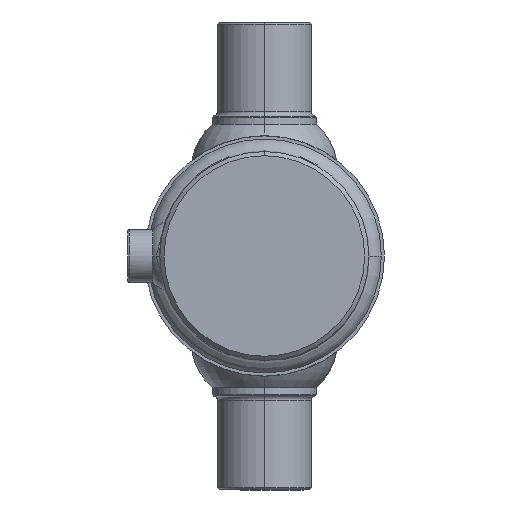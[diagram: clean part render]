
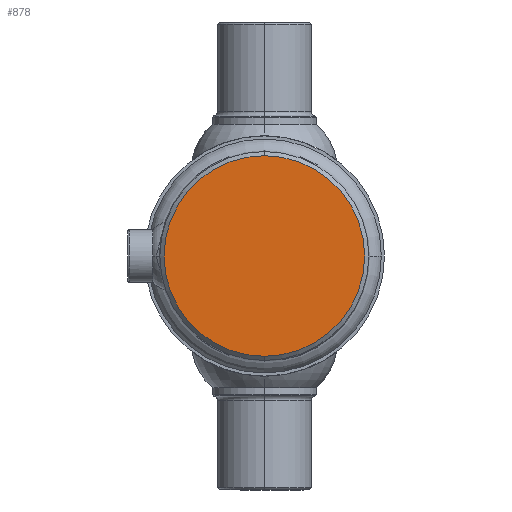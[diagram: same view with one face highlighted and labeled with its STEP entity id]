
A CAD part, left-side view. The second image highlights one B-rep face of the part: STEP entity #878.
In plain terms, the highlighted planar face has unit normal (-1, 0, 0).
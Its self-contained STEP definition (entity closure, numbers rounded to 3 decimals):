
#28 = EDGE_LOOP ( 'NONE', ( #2717, #898 ) ) ;
#44 = VERTEX_POINT ( 'NONE', #538 ) ;
#474 = AXIS2_PLACEMENT_3D ( 'NONE', #2548, #3781, #3809 ) ;
#538 = CARTESIAN_POINT ( 'NONE',  ( 0., 0., 48. ) ) ;
#607 = CIRCLE ( 'NONE', #917, 48. ) ;
#644 = DIRECTION ( 'NONE',  ( -1., 0., 0. ) ) ;
#774 = DIRECTION ( 'NONE',  ( 0., 0., -1. ) ) ;
#878 = ADVANCED_FACE ( 'NONE', ( #3217 ), #3599, .F. ) ;
#898 = ORIENTED_EDGE ( 'NONE', *, *, #2293, .T. ) ;
#917 = AXIS2_PLACEMENT_3D ( 'NONE', #1055, #2840, #774 ) ;
#1055 = CARTESIAN_POINT ( 'NONE',  ( 0., 0., 0. ) ) ;
#1059 = VERTEX_POINT ( 'NONE', #2283 ) ;
#1901 = EDGE_CURVE ( 'NONE', #1059, #44, #607, .T. ) ;
#2283 = CARTESIAN_POINT ( 'NONE',  ( 0., 0., -48. ) ) ;
#2293 = EDGE_CURVE ( 'NONE', #44, #1059, #2522, .T. ) ;
#2397 = DIRECTION ( 'NONE',  ( 0., 0., -1. ) ) ;
#2522 = CIRCLE ( 'NONE', #3647, 48. ) ;
#2548 = CARTESIAN_POINT ( 'NONE',  ( 0., 0., 0. ) ) ;
#2712 = CARTESIAN_POINT ( 'NONE',  ( 0., 0., 0. ) ) ;
#2717 = ORIENTED_EDGE ( 'NONE', *, *, #1901, .T. ) ;
#2840 = DIRECTION ( 'NONE',  ( -1., 0., 0. ) ) ;
#3217 = FACE_OUTER_BOUND ( 'NONE', #28, .T. ) ;
#3599 = PLANE ( 'NONE',  #474 ) ;
#3647 = AXIS2_PLACEMENT_3D ( 'NONE', #2712, #644, #2397 ) ;
#3781 = DIRECTION ( 'NONE',  ( 1., 0., 0. ) ) ;
#3809 = DIRECTION ( 'NONE',  ( 0., 0., -1. ) ) ;
